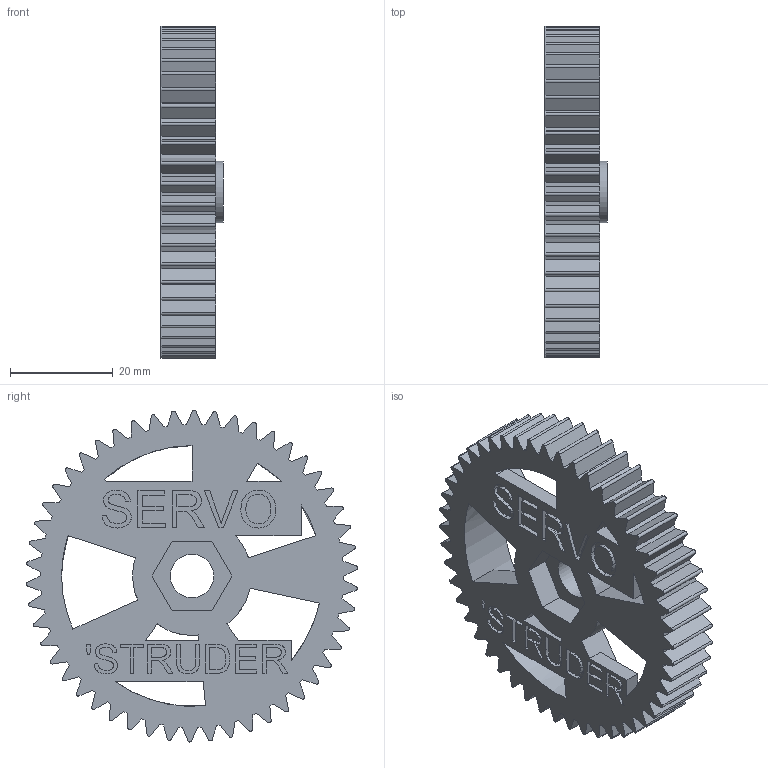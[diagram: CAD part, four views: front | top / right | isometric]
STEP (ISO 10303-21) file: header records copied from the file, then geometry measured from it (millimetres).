
FILE_DESCRIPTION(/* description */ (''),/* implementation_level */ '2;1');
FILE_NAME(/* name */ 'Large Gear.step',/* time_stamp */ '2018-04-17T21:23:35-04:00',/* author */ ('scottziv'),/* organization */ (''),/* preprocessor_version */ 'ST-DEVELOPER v16.13',/* originating_system */ 'Autodesk Translation Framework v6.5.0.72',/* authorisation */ '');
FILE_SCHEMA (('AUTOMOTIVE_DESIGN { 1 0 10303 214 3 1 1 }'));
Length unit declared in the file: millimetre
Products named in the file (2): Dc Extruder; Large Gear
Assembly tree (1 placements, depth 2):
  Dc Extruder
    Large Gear
Bounding box: 12.1 x 64.71 x 64.78 mm (x, y, z)
Volume: 18345.6 mm3; surface area: 12299.3 mm2
Topology: 1 solids, 1 shells, 517 faces, 1505 edges, 1004 vertices
Faces by surface type: plane 250, bspline 163, cylinder 104
Full cylindrical faces by diameter (mm): 8.5 x1, 11.987 x1, 23.147 x1, 50.877 x1
Entity records: 18672 total; most frequent: CARTESIAN_POINT 5800, ORIENTED_EDGE 3010, DIRECTION 2128, EDGE_CURVE 1505, VERTEX_POINT 1004, LINE 944, VECTOR 944, AXIS2_PLACEMENT_3D 592
